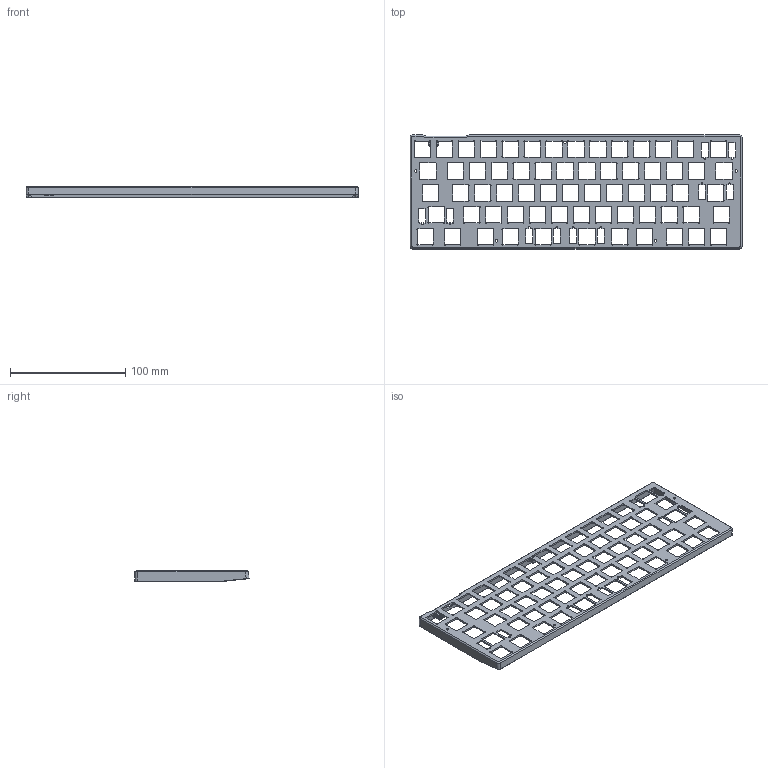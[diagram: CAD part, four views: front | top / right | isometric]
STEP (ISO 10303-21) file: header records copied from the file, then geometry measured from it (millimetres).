
FILE_DESCRIPTION(/* description */ ('KiCad electronic assembly'),/* implementation_level */ '2;1');
FILE_NAME(/* name */ 'bny6xv2_typeL_top.step',/* time_stamp */ '2025-11-13T00:53:58+09:00',/* author */ (''),/* organization */ (''),/* preprocessor_version */ 'ST-DEVELOPER v20.1',/* originating_system */ 'Autodesk Translation Framework v14.21.0.0',/* authorisation */ '');
FILE_SCHEMA (('AUTOMOTIVE_DESIGN { 1 0 10303 214 3 1 1 }'));
Length unit declared in the file: millimetre
Products named in the file (2): bny6x2 1; USB_C_Receptacle_GCT_USB4105-xx-A_16P_TopMnt_Horizontal
Assembly tree (1 placements, depth 2):
  bny6x2 1
    USB_C_Receptacle_GCT_USB4105-xx-A_16P_TopMnt_Horizontal
Bounding box: 288.38 x 99.18 x 9.5 mm (x, y, z)
Volume: 35135.8 mm3; surface area: 47576.4 mm2
Topology: 37 solids, 37 shells, 1947 faces, 5441 edges, 3556 vertices
Faces by surface type: plane 1163, cylinder 744, cone 32, bspline 8
Full cylindrical faces by diameter (mm): 0.5 x2, 2.1 x5
Entity records: 63720 total; most frequent: CARTESIAN_POINT 11243, ORIENTED_EDGE 10882, DIRECTION 10831, EDGE_CURVE 5441, LINE 3879, VECTOR 3879, VERTEX_POINT 3556, AXIS2_PLACEMENT_3D 3476
